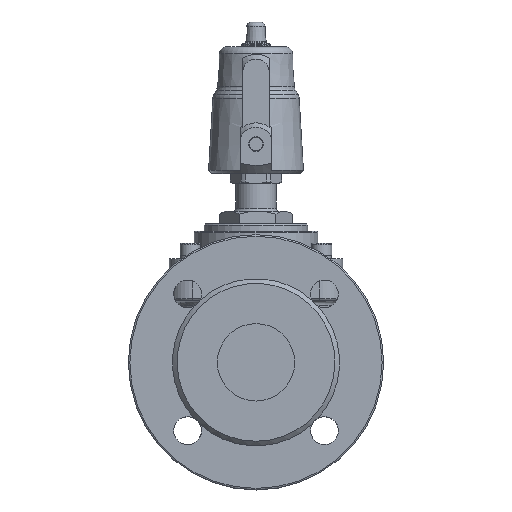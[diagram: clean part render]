
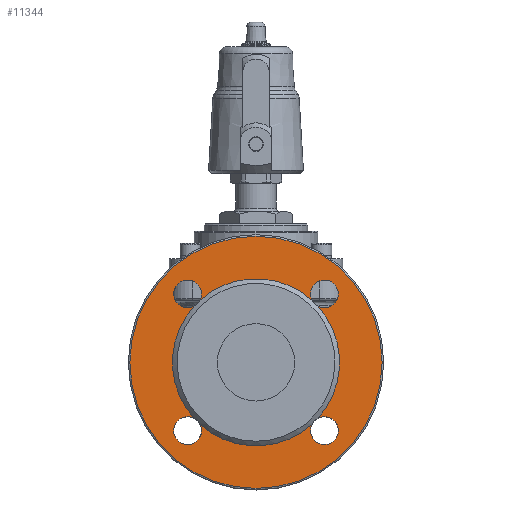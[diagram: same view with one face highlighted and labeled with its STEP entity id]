
A CAD part, front view. The second image highlights one B-rep face of the part: STEP entity #11344.
In plain terms, the highlighted planar face has unit normal (0, -1, 0).
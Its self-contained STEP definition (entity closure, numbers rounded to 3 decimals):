
#2348=PLANE('',#12078);
#2760=FACE_BOUND('',#3626,.T.);
#2904=FACE_OUTER_BOUND('',#3625,.T.);
#3625=EDGE_LOOP('',(#7820));
#3626=EDGE_LOOP('',(#7821,#7822,#7823,#7824,#7825,#7826,#7827,#7828));
#4483=CIRCLE('',#12079,81.5);
#4484=CIRCLE('',#12080,9.);
#4485=CIRCLE('',#12081,54.);
#4486=CIRCLE('',#12082,9.);
#4487=CIRCLE('',#12083,54.);
#4488=CIRCLE('',#12084,9.);
#4489=CIRCLE('',#12085,54.);
#4490=CIRCLE('',#12086,9.);
#4491=CIRCLE('',#12087,54.);
#4899=VERTEX_POINT('',#15678);
#4900=VERTEX_POINT('',#15680);
#4901=VERTEX_POINT('',#15681);
#4902=VERTEX_POINT('',#15683);
#4903=VERTEX_POINT('',#15685);
#4904=VERTEX_POINT('',#15687);
#4905=VERTEX_POINT('',#15689);
#4906=VERTEX_POINT('',#15691);
#4907=VERTEX_POINT('',#15693);
#6059=EDGE_CURVE('',#4899,#4899,#4483,.T.);
#6060=EDGE_CURVE('',#4900,#4901,#4484,.T.);
#6061=EDGE_CURVE('',#4901,#4902,#4485,.T.);
#6062=EDGE_CURVE('',#4902,#4903,#4486,.T.);
#6063=EDGE_CURVE('',#4903,#4904,#4487,.T.);
#6064=EDGE_CURVE('',#4904,#4905,#4488,.T.);
#6065=EDGE_CURVE('',#4905,#4906,#4489,.T.);
#6066=EDGE_CURVE('',#4906,#4907,#4490,.T.);
#6067=EDGE_CURVE('',#4907,#4900,#4491,.T.);
#7820=ORIENTED_EDGE('',*,*,#6059,.F.);
#7821=ORIENTED_EDGE('',*,*,#6060,.T.);
#7822=ORIENTED_EDGE('',*,*,#6061,.T.);
#7823=ORIENTED_EDGE('',*,*,#6062,.T.);
#7824=ORIENTED_EDGE('',*,*,#6063,.T.);
#7825=ORIENTED_EDGE('',*,*,#6064,.T.);
#7826=ORIENTED_EDGE('',*,*,#6065,.T.);
#7827=ORIENTED_EDGE('',*,*,#6066,.T.);
#7828=ORIENTED_EDGE('',*,*,#6067,.T.);
#11344=ADVANCED_FACE('',(#2904,#2760),#2348,.T.);
#12078=AXIS2_PLACEMENT_3D('',#15677,#13062,#13063);
#12079=AXIS2_PLACEMENT_3D('',#15679,#13064,#13065);
#12080=AXIS2_PLACEMENT_3D('',#15682,#13066,#13067);
#12081=AXIS2_PLACEMENT_3D('',#15684,#13068,#13069);
#12082=AXIS2_PLACEMENT_3D('',#15686,#13070,#13071);
#12083=AXIS2_PLACEMENT_3D('',#15688,#13072,#13073);
#12084=AXIS2_PLACEMENT_3D('',#15690,#13074,#13075);
#12085=AXIS2_PLACEMENT_3D('',#15692,#13076,#13077);
#12086=AXIS2_PLACEMENT_3D('',#15694,#13078,#13079);
#12087=AXIS2_PLACEMENT_3D('',#15695,#13080,#13081);
#13062=DIRECTION('center_axis',(0.,-1.,0.));
#13063=DIRECTION('ref_axis',(0.,0.,-1.));
#13064=DIRECTION('center_axis',(0.,1.,0.));
#13065=DIRECTION('ref_axis',(0.,0.,1.));
#13066=DIRECTION('center_axis',(0.,1.,0.));
#13067=DIRECTION('ref_axis',(-1.,0.,0.));
#13068=DIRECTION('center_axis',(0.,1.,0.));
#13069=DIRECTION('ref_axis',(0.,0.,1.));
#13070=DIRECTION('center_axis',(0.,1.,0.));
#13071=DIRECTION('ref_axis',(-1.,0.,0.));
#13072=DIRECTION('center_axis',(0.,1.,0.));
#13073=DIRECTION('ref_axis',(0.,0.,1.));
#13074=DIRECTION('center_axis',(0.,1.,0.));
#13075=DIRECTION('ref_axis',(-1.,0.,0.));
#13076=DIRECTION('center_axis',(0.,1.,0.));
#13077=DIRECTION('ref_axis',(0.,0.,1.));
#13078=DIRECTION('center_axis',(0.,1.,0.));
#13079=DIRECTION('ref_axis',(-1.,0.,0.));
#13080=DIRECTION('center_axis',(0.,1.,0.));
#13081=DIRECTION('ref_axis',(0.,0.,1.));
#15677=CARTESIAN_POINT('Origin',(0.,-112.,67.75));
#15678=CARTESIAN_POINT('',(0.,-112.,81.5));
#15679=CARTESIAN_POINT('Origin',(0.,-112.,0.));
#15680=CARTESIAN_POINT('',(40.078,-112.,-36.191));
#15681=CARTESIAN_POINT('',(36.191,-112.,-40.078));
#15682=CARTESIAN_POINT('Origin',(44.194,-112.,-44.194));
#15683=CARTESIAN_POINT('',(-36.191,-112.,-40.078));
#15684=CARTESIAN_POINT('Origin',(0.,-112.,0.));
#15685=CARTESIAN_POINT('',(-40.078,-112.,-36.191));
#15686=CARTESIAN_POINT('Origin',(-44.194,-112.,-44.194));
#15687=CARTESIAN_POINT('',(-40.078,-112.,36.191));
#15688=CARTESIAN_POINT('Origin',(0.,-112.,0.));
#15689=CARTESIAN_POINT('',(-36.191,-112.,40.078));
#15690=CARTESIAN_POINT('Origin',(-44.194,-112.,44.194));
#15691=CARTESIAN_POINT('',(36.191,-112.,40.078));
#15692=CARTESIAN_POINT('Origin',(0.,-112.,0.));
#15693=CARTESIAN_POINT('',(40.078,-112.,36.191));
#15694=CARTESIAN_POINT('Origin',(44.194,-112.,44.194));
#15695=CARTESIAN_POINT('Origin',(0.,-112.,0.));
